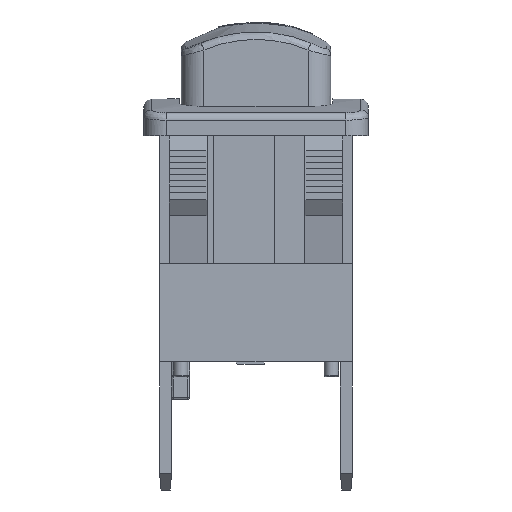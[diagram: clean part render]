
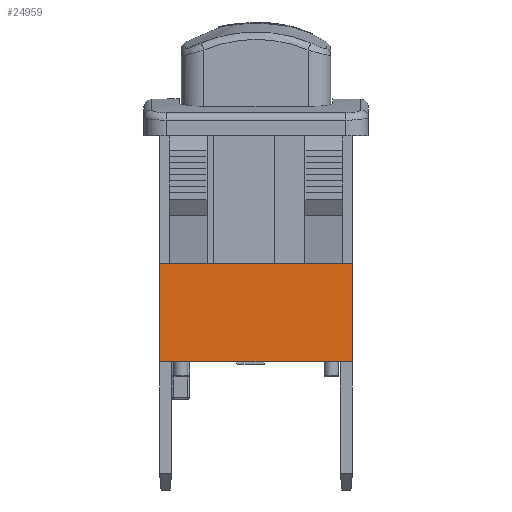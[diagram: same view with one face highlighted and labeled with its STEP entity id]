
A CAD part, front view. The second image highlights one B-rep face of the part: STEP entity #24959.
In plain terms, the highlighted planar face has unit normal (0, -1, 0).
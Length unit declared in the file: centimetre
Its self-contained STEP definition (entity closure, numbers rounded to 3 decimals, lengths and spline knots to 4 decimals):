
#2080=FACE_OUTER_BOUND('',#3430,.T.);
#3430=EDGE_LOOP('',(#22750,#22751,#22752,#22753));
#5999=LINE('',#41203,#8932);
#6342=LINE('',#42101,#9275);
#6646=LINE('',#42710,#9579);
#6647=LINE('',#42713,#9580);
#8932=VECTOR('',#30549,1.);
#9275=VECTOR('',#31432,1.);
#9579=VECTOR('',#31998,1.);
#9580=VECTOR('',#32003,1.);
#11492=VERTEX_POINT('',#41200);
#11493=VERTEX_POINT('',#41202);
#11753=VERTEX_POINT('',#42098);
#11754=VERTEX_POINT('',#42100);
#14784=EDGE_CURVE('',#11493,#11492,#5999,.T.);
#15231=EDGE_CURVE('',#11753,#11754,#6342,.T.);
#15539=EDGE_CURVE('',#11753,#11493,#6646,.T.);
#15540=EDGE_CURVE('',#11754,#11492,#6647,.T.);
#22750=ORIENTED_EDGE('',*,*,#14784,.T.);
#22751=ORIENTED_EDGE('',*,*,#15540,.F.);
#22752=ORIENTED_EDGE('',*,*,#15231,.F.);
#22753=ORIENTED_EDGE('',*,*,#15539,.T.);
#23700=PLANE('',#26340);
#24959=ADVANCED_FACE('',(#2080),#23700,.T.);
#26340=AXIS2_PLACEMENT_3D('',#42715,#32006,#32007);
#30549=DIRECTION('',(-1.,0.,0.));
#31432=DIRECTION('',(-1.,0.,0.));
#31998=DIRECTION('',(0.,0.,1.));
#32003=DIRECTION('',(0.,0.,1.));
#32006=DIRECTION('center_axis',(0.,-1.,0.));
#32007=DIRECTION('ref_axis',(0.,0.,-1.));
#41200=CARTESIAN_POINT('',(-0.64,-0.94,0.65));
#41202=CARTESIAN_POINT('',(0.64,-0.94,0.65));
#41203=CARTESIAN_POINT('',(0.64,-0.94,0.65));
#42098=CARTESIAN_POINT('',(0.64,-0.94,0.));
#42100=CARTESIAN_POINT('',(-0.64,-0.94,0.));
#42101=CARTESIAN_POINT('',(0.64,-0.94,0.));
#42710=CARTESIAN_POINT('',(0.64,-0.94,0.));
#42713=CARTESIAN_POINT('',(-0.64,-0.94,0.));
#42715=CARTESIAN_POINT('Origin',(0.64,-0.94,0.));
